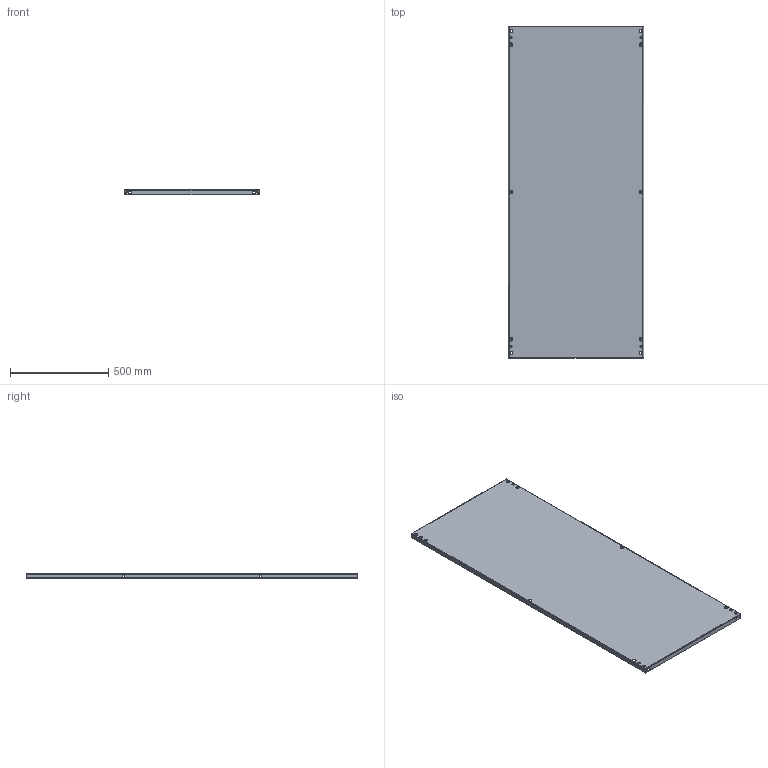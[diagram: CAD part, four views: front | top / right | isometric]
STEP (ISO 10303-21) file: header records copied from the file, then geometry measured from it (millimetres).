
FILE_DESCRIPTION (( 'STEP AP214' ), '1' );
FILE_NAME ('717.818.STEP', '2024-08-20T11:31:48', ( '' ), ( '' ), 'SwSTEP 2.0', 'SolidWorks 2021', '' );
FILE_SCHEMA (( 'AUTOMOTIVE_DESIGN' ));
Length unit declared in the file: millimetre
Products named in the file (3): 717.818 昑; 717.818; Çàêëåïêà ðåçüáîâàÿ Ì8 øåñòèãðàííàÿ ñ óìåíüøåííûì áîðòîì
Assembly tree (5 placements, depth 2):
  717.818
    717.818 昑
    Çàêëåïêà ðåçüáîâàÿ Ì8 øåñòèãðàííàÿ ñ óìåíüøåííûì áîðòîì  x4
Bounding box: 688 x 1688 x 26.6 mm (x, y, z)
Volume: 2662351.1 mm3; surface area: 2677897.1 mm2
Topology: 5 solids, 5 shells, 406 faces, 1096 edges, 704 vertices
Faces by surface type: cylinder 224, plane 150, cone 24, bspline 8
Entity records: 11854 total; most frequent: CARTESIAN_POINT 2531, DIRECTION 1974, ORIENTED_EDGE 1844, EDGE_CURVE 922, AXIS2_PLACEMENT_3D 743, VERTEX_POINT 596, EDGE_LOOP 518, VECTOR 488
